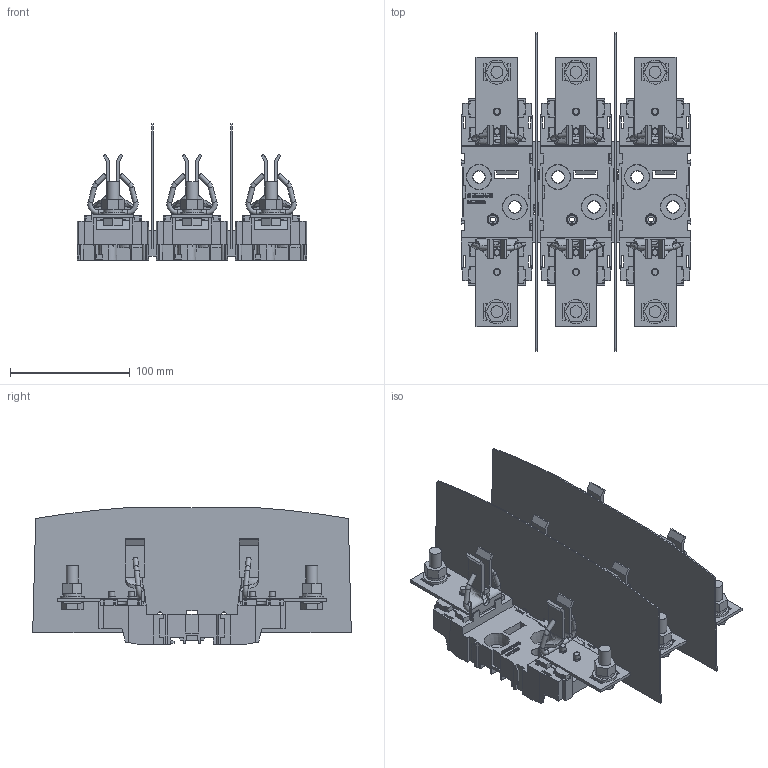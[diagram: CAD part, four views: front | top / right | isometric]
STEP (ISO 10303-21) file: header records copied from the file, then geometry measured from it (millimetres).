
FILE_DESCRIPTION(/* description */ (''),/* implementation_level */ '2;1');
FILE_NAME(/* name */ '3NH2330_v.stp',/* time_stamp */ '2025-02-05T08:31:13+01:00',/* author */ ('"(c) Siemens AG Smart Infrastructure"'),/* organization */ ('"(c) Siemens AG - Smart Infrastructure - EP"'),/* preprocessor_version */ 'ST-DEVELOPER v18.101',/* originating_system */ 'SIEMENS PLM Software NX 2008',/* authorisation */ '"Transmittal reproduction, dissemination and/or editing of this document as well as utilization of its contents and communication thereof to others without express authorization is prohibited. Offenders will be held liable for payment of damages. All rights created by patent grant or registration of a utility model or design patent are reserved."');
FILE_SCHEMA (('AUTOMOTIVE_DESIGN { 1 0 10303 214 3 1 1 1 }'));
Products named in the file (1): model2
Bounding box: 191.8 x 266 x 114 mm (x, y, z)
Volume: 421236.5 mm3; surface area: 377434.7 mm2
Topology: 1 solids, 13 shells, 3297 faces, 9562 edges, 6316 vertices
Faces by surface type: plane 2612, cylinder 351, cone 223, bspline 60, extrusion 27, torus 24
Full cylindrical faces by diameter (mm): 4 x24, 4.2 x3, 4.9 x24, 6 x12, 9.5 x12, 10 x12, 16 x6, 20 x6
Entity records: 187316 total; most frequent: CARTESIAN_POINT 94992, ORIENTED_EDGE 18502, DIRECTION 16138, EDGE_CURVE 9251, VECTOR 7362, LINE 7335, VERTEX_POINT 6183, AXIS2_PLACEMENT_3D 4388
